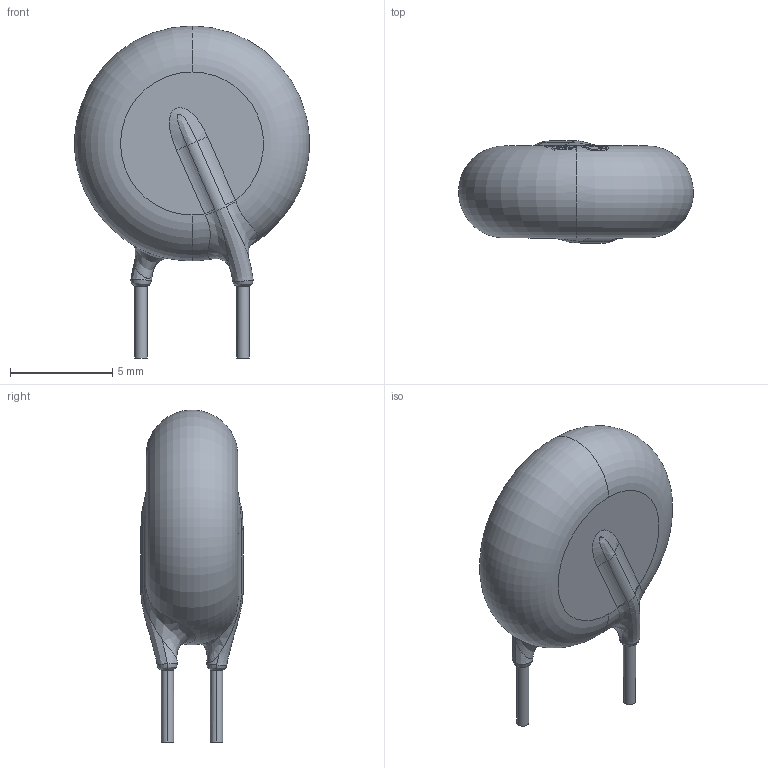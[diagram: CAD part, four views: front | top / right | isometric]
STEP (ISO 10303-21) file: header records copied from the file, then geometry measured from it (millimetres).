
FILE_DESCRIPTION (( 'STEP AP214' ), '1' );
FILE_NAME ('RES-TH_L11.5-W5.0-H14.5-P5.00-D0.8-S2.40.step', '2022-07-28T09:25:51', ( '' ), ( '' ), 'SwSTEP 2.0', 'SolidWorks 2020', '' );
FILE_SCHEMA (( 'AUTOMOTIVE_DESIGN' ));
Length unit declared in the file: millimetre
Products named in the file (1): RES-TH_L11.5-W5.0-H14.5-P5.00-D0.8-S2.40
Bounding box: 11.49 x 5 x 16.25 mm (x, y, z)
Volume: 407.3 mm3; surface area: 376.2 mm2
Topology: 14 solids, 14 shells, 267 faces, 705 edges, 466 vertices
Faces by surface type: plane 124, bspline 116, torus 17, cylinder 10
Entity records: 15579 total; most frequent: CARTESIAN_POINT 6889, ORIENTED_EDGE 1410, EDGE_CURVE 705, DIRECTION 686, VERTEX_POINT 466, B_SPLINE_CURVE_WITH_KNOTS 349, VECTOR 322, LINE 322
